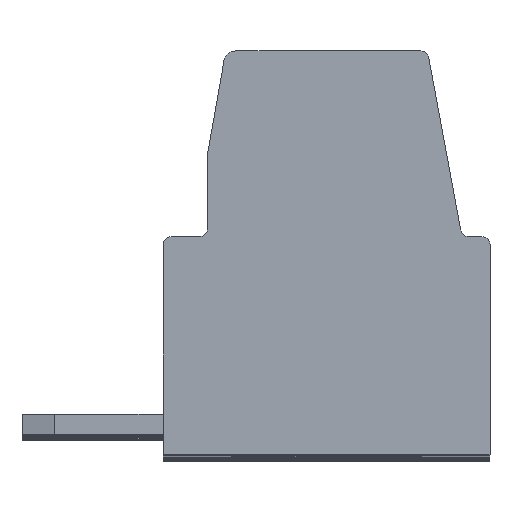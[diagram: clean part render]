
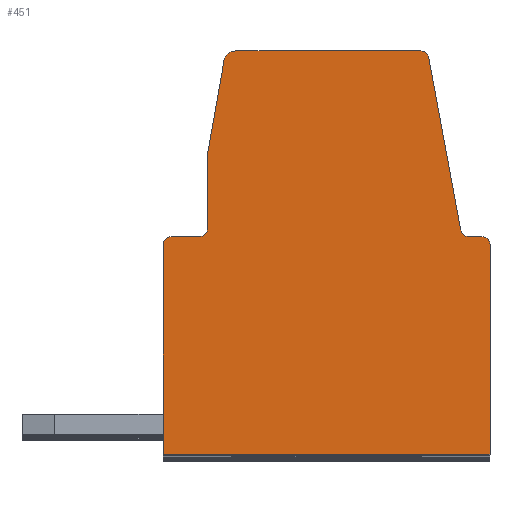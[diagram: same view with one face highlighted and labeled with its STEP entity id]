
A CAD part, top view. The second image highlights one B-rep face of the part: STEP entity #451.
In plain terms, the highlighted planar face has unit normal (0, 0, 1).
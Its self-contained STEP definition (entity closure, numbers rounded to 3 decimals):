
#451 = ADVANCED_FACE( '', ( #942 ), #943, .F. );
#942 = FACE_OUTER_BOUND( '', #1516, .T. );
#943 = PLANE( '', #1517 );
#1516 = EDGE_LOOP( '', ( #2431, #2432, #2433, #2434, #2435, #2436, #2437, #2438, #2439, #2440, #2441, #2442, #2443, #2444, #2445 ) );
#1517 = AXIS2_PLACEMENT_3D( '', #2446, #2447, #2448 );
#2431 = ORIENTED_EDGE( '', *, *, #3991, .T. );
#2432 = ORIENTED_EDGE( '', *, *, #3992, .T. );
#2433 = ORIENTED_EDGE( '', *, *, #3771, .F. );
#2434 = ORIENTED_EDGE( '', *, *, #3993, .T. );
#2435 = ORIENTED_EDGE( '', *, *, #3994, .T. );
#2436 = ORIENTED_EDGE( '', *, *, #3954, .T. );
#2437 = ORIENTED_EDGE( '', *, *, #3995, .T. );
#2438 = ORIENTED_EDGE( '', *, *, #3895, .T. );
#2439 = ORIENTED_EDGE( '', *, *, #3780, .F. );
#2440 = ORIENTED_EDGE( '', *, *, #3996, .T. );
#2441 = ORIENTED_EDGE( '', *, *, #3997, .F. );
#2442 = ORIENTED_EDGE( '', *, *, #3998, .T. );
#2443 = ORIENTED_EDGE( '', *, *, #3999, .T. );
#2444 = ORIENTED_EDGE( '', *, *, #4000, .F. );
#2445 = ORIENTED_EDGE( '', *, *, #3758, .F. );
#2446 = CARTESIAN_POINT( '', ( 0.81, -4.4, 0. ) );
#2447 = DIRECTION( '', ( 0., 0., -1. ) );
#2448 = DIRECTION( '', ( 0., 1., 0. ) );
#3758 = EDGE_CURVE( '', #4526, #4528, #4529, .T. );
#3771 = EDGE_CURVE( '', #4548, #4550, #4551, .T. );
#3780 = EDGE_CURVE( '', #4564, #4566, #4567, .T. );
#3895 = EDGE_CURVE( '', #4757, #4566, #4758, .T. );
#3954 = EDGE_CURVE( '', #4854, #4855, #4856, .T. );
#3991 = EDGE_CURVE( '', #4526, #4916, #4917, .T. );
#3992 = EDGE_CURVE( '', #4916, #4550, #4918, .T. );
#3993 = EDGE_CURVE( '', #4548, #4919, #4920, .T. );
#3994 = EDGE_CURVE( '', #4919, #4854, #4921, .T. );
#3995 = EDGE_CURVE( '', #4855, #4757, #4922, .T. );
#3996 = EDGE_CURVE( '', #4564, #4923, #4924, .T. );
#3997 = EDGE_CURVE( '', #4925, #4923, #4926, .T. );
#3998 = EDGE_CURVE( '', #4925, #4927, #4928, .T. );
#3999 = EDGE_CURVE( '', #4927, #4929, #4930, .T. );
#4000 = EDGE_CURVE( '', #4528, #4929, #4931, .T. );
#4526 = VERTEX_POINT( '', #5627 );
#4528 = VERTEX_POINT( '', #5630 );
#4529 = CIRCLE( '', #5631, 0.3 );
#4548 = VERTEX_POINT( '', #5658 );
#4550 = VERTEX_POINT( '', #5661 );
#4551 = CIRCLE( '', #5662, 0.2 );
#4564 = VERTEX_POINT( '', #5676 );
#4566 = VERTEX_POINT( '', #5679 );
#4567 = CIRCLE( '', #5680, 0.2 );
#4757 = VERTEX_POINT( '', #5954 );
#4758 = LINE( '', #5955, #5956 );
#4854 = VERTEX_POINT( '', #6095 );
#4855 = VERTEX_POINT( '', #6096 );
#4856 = LINE( '', #6097, #6098 );
#4916 = VERTEX_POINT( '', #6183 );
#4917 = LINE( '', #6184, #6185 );
#4918 = LINE( '', #6186, #6187 );
#4919 = VERTEX_POINT( '', #6188 );
#4920 = LINE( '', #6189, #6190 );
#4921 = CIRCLE( '', #6191, 0.2 );
#4922 = LINE( '', #6192, #6193 );
#4923 = VERTEX_POINT( '', #6194 );
#4924 = LINE( '', #6195, #6196 );
#4925 = VERTEX_POINT( '', #6197 );
#4926 = CIRCLE( '', #6198, 0.2 );
#4927 = VERTEX_POINT( '', #6199 );
#4928 = LINE( '', #6200, #6201 );
#4929 = VERTEX_POINT( '', #6202 );
#4930 = CIRCLE( '', #6203, 0.2 );
#4931 = LINE( '', #6204, #6205 );
#5627 = CARTESIAN_POINT( '', ( -6.594, 9.752, 0. ) );
#5630 = CARTESIAN_POINT( '', ( -6.298, 10., 0. ) );
#5631 = AXIS2_PLACEMENT_3D( '', #6992, #6993, #6994 );
#5658 = CARTESIAN_POINT( '', ( -7.2, 5.4, 0. ) );
#5661 = CARTESIAN_POINT( '', ( -7., 5.6, 0. ) );
#5662 = AXIS2_PLACEMENT_3D( '', #7004, #7005, #7006 );
#5676 = CARTESIAN_POINT( '', ( -0.2, 5.4, 0. ) );
#5679 = CARTESIAN_POINT( '', ( 0., 5.2, 0. ) );
#5680 = AXIS2_PLACEMENT_3D( '', #7021, #7022, #7023 );
#5954 = CARTESIAN_POINT( '', ( 0., 0., 0. ) );
#5955 = CARTESIAN_POINT( '', ( 0., -18.438, 0. ) );
#5956 = VECTOR( '', #7135, 1000. );
#6095 = CARTESIAN_POINT( '', ( -8.1, 5.2, 0. ) );
#6096 = CARTESIAN_POINT( '', ( -8.1, 0., 0. ) );
#6097 = CARTESIAN_POINT( '', ( -8.1, -18.438, 0. ) );
#6098 = VECTOR( '', #7188, 1000. );
#6183 = CARTESIAN_POINT( '', ( -7., 7.448, 0. ) );
#6184 = CARTESIAN_POINT( '', ( -11.564, -18.438, 0. ) );
#6185 = VECTOR( '', #7223, 1000. );
#6186 = CARTESIAN_POINT( '', ( -7., -18.438, 0. ) );
#6187 = VECTOR( '', #7224, 1000. );
#6188 = CARTESIAN_POINT( '', ( -7.9, 5.4, 0. ) );
#6189 = CARTESIAN_POINT( '', ( -16.414, 5.4, 0. ) );
#6190 = VECTOR( '', #7225, 1000. );
#6191 = AXIS2_PLACEMENT_3D( '', #7226, #7227, #7228 );
#6192 = CARTESIAN_POINT( '', ( -16.414, 0., 0. ) );
#6193 = VECTOR( '', #7229, 1000. );
#6194 = CARTESIAN_POINT( '', ( -0.531, 5.4, 0. ) );
#6195 = CARTESIAN_POINT( '', ( -16.414, 5.4, 0. ) );
#6196 = VECTOR( '', #7230, 1000. );
#6197 = CARTESIAN_POINT( '', ( -0.728, 5.564, 0. ) );
#6198 = AXIS2_PLACEMENT_3D( '', #7231, #7232, #7233 );
#6199 = CARTESIAN_POINT( '', ( -1.52, 9.836, 0. ) );
#6200 = CARTESIAN_POINT( '', ( 3.721, -18.438, 0. ) );
#6201 = VECTOR( '', #7234, 1000. );
#6202 = CARTESIAN_POINT( '', ( -1.716, 10., 0. ) );
#6203 = AXIS2_PLACEMENT_3D( '', #7235, #7236, #7237 );
#6204 = CARTESIAN_POINT( '', ( -16.414, 10., 0. ) );
#6205 = VECTOR( '', #7238, 1000. );
#6992 = CARTESIAN_POINT( '', ( -6.298, 9.7, 0. ) );
#6993 = DIRECTION( '', ( 0., 0., -1. ) );
#6994 = DIRECTION( '', ( -1., 0., 0. ) );
#7004 = CARTESIAN_POINT( '', ( -7.2, 5.6, 0. ) );
#7005 = DIRECTION( '', ( 0., 0., 1. ) );
#7006 = DIRECTION( '', ( 1., 0., 0. ) );
#7021 = CARTESIAN_POINT( '', ( -0.2, 5.2, 0. ) );
#7022 = DIRECTION( '', ( 0., 0., -1. ) );
#7023 = DIRECTION( '', ( -1., 0., 0. ) );
#7135 = DIRECTION( '', ( 0., 1., 0. ) );
#7188 = DIRECTION( '', ( 0., -1., 0. ) );
#7223 = DIRECTION( '', ( -0.174, -0.985, 0. ) );
#7224 = DIRECTION( '', ( 0., -1., 0. ) );
#7225 = DIRECTION( '', ( -1., 0., 0. ) );
#7226 = CARTESIAN_POINT( '', ( -7.9, 5.2, 0. ) );
#7227 = DIRECTION( '', ( 0., 0., 1. ) );
#7228 = DIRECTION( '', ( 1., 0., 0. ) );
#7229 = DIRECTION( '', ( 1., 0., 0. ) );
#7230 = DIRECTION( '', ( -1., 0., 0. ) );
#7231 = CARTESIAN_POINT( '', ( -0.531, 5.6, 0. ) );
#7232 = DIRECTION( '', ( 0., 0., 1. ) );
#7233 = DIRECTION( '', ( 1., 0., 0. ) );
#7234 = DIRECTION( '', ( -0.182, 0.983, 0. ) );
#7235 = CARTESIAN_POINT( '', ( -1.716, 9.8, 0. ) );
#7236 = DIRECTION( '', ( 0., 0., 1. ) );
#7237 = DIRECTION( '', ( 1., 0., 0. ) );
#7238 = DIRECTION( '', ( 1., 0., 0. ) );
